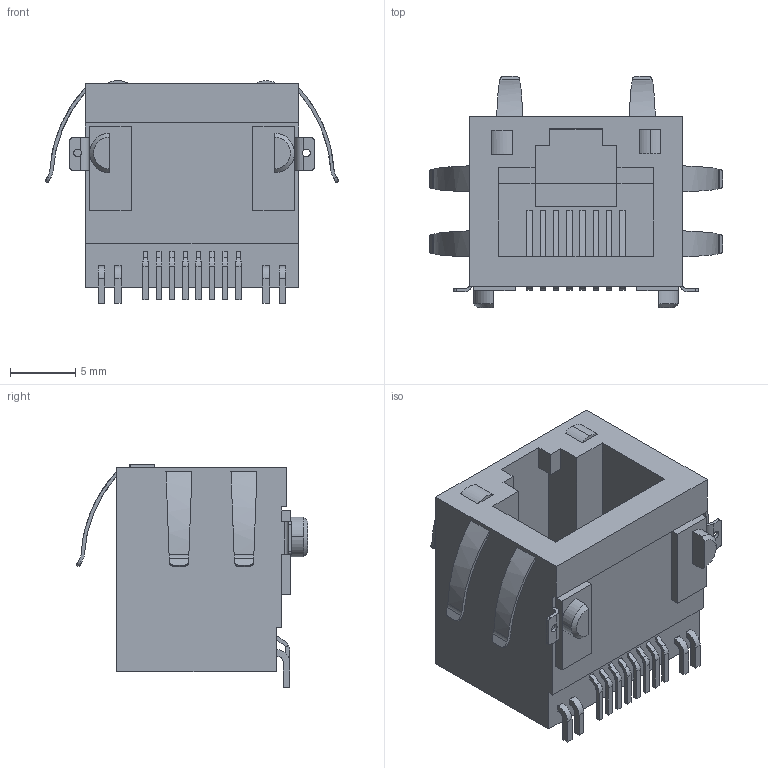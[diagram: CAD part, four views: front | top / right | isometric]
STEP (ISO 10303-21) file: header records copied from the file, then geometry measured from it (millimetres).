
FILE_DESCRIPTION(('CATIA V5 STEP Exchange','CAx-IF Rec.Pracs.--- Model Styling and Organization---1.4--- 2014-01-23'),'2;1');
FILE_NAME ('312459-1_0_2562890000_2562890000.stp','2023-05-23T11:32:15+00:00',('none'),('Weidmueller'),'CATIA Version 5-6 Release 2016 SP3 HF44','CATIA V5 STEP AP214','none');
FILE_SCHEMA(('AUTOMOTIVE_DESIGN { 1 0 10303 214 1 1 1 1 }'));
Length unit declared in the file: millimetre
Products named in the file (1): 2562890000
Bounding box: 22.6 x 17.8 x 17.15 mm (x, y, z)
Volume: 1976.5 mm3; surface area: 3061.5 mm2
Topology: 1 solids, 11 shells, 780 faces, 2235 edges, 1466 vertices
Faces by surface type: plane 635, cylinder 143, cone 2
Entity records: 24878 total; most frequent: CARTESIAN_POINT 5312, ORIENTED_EDGE 4454, DIRECTION 3349, EDGE_CURVE 2227, VECTOR 1882, LINE 1882, VERTEX_POINT 1462, EDGE_LOOP 835
